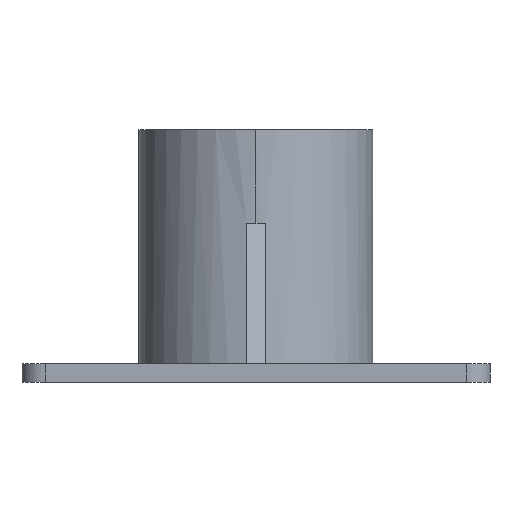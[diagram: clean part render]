
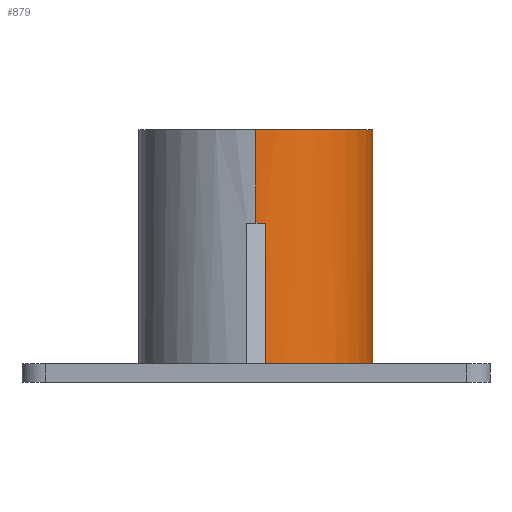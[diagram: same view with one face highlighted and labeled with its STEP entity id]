
A CAD part, left-side view. The second image highlights one B-rep face of the part: STEP entity #879.
In plain terms, the highlighted cylindrical face has radius 25 mm (diameter 50 mm), a partial arc.
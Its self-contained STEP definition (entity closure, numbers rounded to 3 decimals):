
#9 = DIRECTION ( 'NONE',  ( 0., 0., -1. ) ) ;
#31 = VECTOR ( 'NONE', #435, 1000. ) ;
#38 = ORIENTED_EDGE ( 'NONE', *, *, #582, .T. ) ;
#44 = CARTESIAN_POINT ( 'NONE',  ( 0., 25., 34. ) ) ;
#82 = CARTESIAN_POINT ( 'NONE',  ( 0., -25., 34. ) ) ;
#101 = CIRCLE ( 'NONE', #339, 25. ) ;
#176 = DIRECTION ( 'NONE',  ( 0., 1., 0. ) ) ;
#193 = EDGE_CURVE ( 'NONE', #488, #370, #1106, .T. ) ;
#195 = DIRECTION ( 'NONE',  ( 0., 0., -1. ) ) ;
#210 = DIRECTION ( 'NONE',  ( 0., 0., 1. ) ) ;
#231 = EDGE_CURVE ( 'NONE', #591, #299, #615, .T. ) ;
#264 = DIRECTION ( 'NONE',  ( 0., 1., 0. ) ) ;
#296 = CIRCLE ( 'NONE', #485, 25. ) ;
#299 = VERTEX_POINT ( 'NONE', #82 ) ;
#301 = DIRECTION ( 'NONE',  ( 0., 1., 0. ) ) ;
#307 = LINE ( 'NONE', #750, #659 ) ;
#339 = AXIS2_PLACEMENT_3D ( 'NONE', #716, #793, #264 ) ;
#341 = DIRECTION ( 'NONE',  ( 0., 0., -1. ) ) ;
#352 = VERTEX_POINT ( 'NONE', #1033 ) ;
#370 = VERTEX_POINT ( 'NONE', #1108 ) ;
#381 = CARTESIAN_POINT ( 'NONE',  ( 0., 25., 54. ) ) ;
#386 = CARTESIAN_POINT ( 'NONE',  ( 0., 25., 54. ) ) ;
#435 = DIRECTION ( 'NONE',  ( 0., 0., -1. ) ) ;
#466 = ORIENTED_EDGE ( 'NONE', *, *, #193, .T. ) ;
#485 = AXIS2_PLACEMENT_3D ( 'NONE', #654, #210, #914 ) ;
#487 = EDGE_CURVE ( 'NONE', #352, #299, #101, .T. ) ;
#488 = VERTEX_POINT ( 'NONE', #960 ) ;
#491 = CARTESIAN_POINT ( 'NONE',  ( 0., -25., 54. ) ) ;
#526 = EDGE_CURVE ( 'NONE', #686, #591, #795, .T. ) ;
#566 = CARTESIAN_POINT ( 'NONE',  ( -2., -24.92, 4. ) ) ;
#582 = EDGE_CURVE ( 'NONE', #686, #699, #832, .T. ) ;
#591 = VERTEX_POINT ( 'NONE', #491 ) ;
#615 = LINE ( 'NONE', #958, #31 ) ;
#616 = DIRECTION ( 'NONE',  ( 0., 0., 1. ) ) ;
#620 = CARTESIAN_POINT ( 'NONE',  ( 0., 0., 54. ) ) ;
#632 = EDGE_LOOP ( 'NONE', ( #921, #38, #660, #466, #783, #640, #849, #1046 ) ) ;
#637 = AXIS2_PLACEMENT_3D ( 'NONE', #620, #9, #1059 ) ;
#640 = ORIENTED_EDGE ( 'NONE', *, *, #668, .T. ) ;
#654 = CARTESIAN_POINT ( 'NONE',  ( 0., 0., 4. ) ) ;
#659 = VECTOR ( 'NONE', #1094, 1000. ) ;
#660 = ORIENTED_EDGE ( 'NONE', *, *, #692, .T. ) ;
#668 = EDGE_CURVE ( 'NONE', #992, #352, #307, .T. ) ;
#686 = VERTEX_POINT ( 'NONE', #386 ) ;
#692 = EDGE_CURVE ( 'NONE', #699, #488, #734, .T. ) ;
#699 = VERTEX_POINT ( 'NONE', #44 ) ;
#716 = CARTESIAN_POINT ( 'NONE',  ( 0., 0., 34. ) ) ;
#734 = CIRCLE ( 'NONE', #1069, 25. ) ;
#750 = CARTESIAN_POINT ( 'NONE',  ( -2., -24.92, 54. ) ) ;
#783 = ORIENTED_EDGE ( 'NONE', *, *, #1123, .T. ) ;
#789 = FACE_OUTER_BOUND ( 'NONE', #632, .T. ) ;
#793 = DIRECTION ( 'NONE',  ( 0., 0., 1. ) ) ;
#795 = CIRCLE ( 'NONE', #974, 25. ) ;
#832 = LINE ( 'NONE', #381, #1107 ) ;
#834 = VECTOR ( 'NONE', #341, 1000. ) ;
#849 = ORIENTED_EDGE ( 'NONE', *, *, #487, .T. ) ;
#879 = ADVANCED_FACE ( 'NONE', ( #789 ), #966, .T. ) ;
#914 = DIRECTION ( 'NONE',  ( 0., 1., 0. ) ) ;
#921 = ORIENTED_EDGE ( 'NONE', *, *, #526, .F. ) ;
#936 = CARTESIAN_POINT ( 'NONE',  ( -2., 24.92, 54. ) ) ;
#958 = CARTESIAN_POINT ( 'NONE',  ( 0., -25., 54. ) ) ;
#960 = CARTESIAN_POINT ( 'NONE',  ( -2., 24.92, 34. ) ) ;
#966 = CYLINDRICAL_SURFACE ( 'NONE', #637, 25. ) ;
#974 = AXIS2_PLACEMENT_3D ( 'NONE', #1045, #616, #176 ) ;
#992 = VERTEX_POINT ( 'NONE', #566 ) ;
#1033 = CARTESIAN_POINT ( 'NONE',  ( -2., -24.92, 34. ) ) ;
#1045 = CARTESIAN_POINT ( 'NONE',  ( 0., 0., 54. ) ) ;
#1046 = ORIENTED_EDGE ( 'NONE', *, *, #231, .F. ) ;
#1059 = DIRECTION ( 'NONE',  ( 0., -1., 0. ) ) ;
#1069 = AXIS2_PLACEMENT_3D ( 'NONE', #1083, #1090, #301 ) ;
#1083 = CARTESIAN_POINT ( 'NONE',  ( 0., 0., 34. ) ) ;
#1090 = DIRECTION ( 'NONE',  ( 0., 0., 1. ) ) ;
#1094 = DIRECTION ( 'NONE',  ( 0., 0., 1. ) ) ;
#1106 = LINE ( 'NONE', #936, #834 ) ;
#1107 = VECTOR ( 'NONE', #195, 1000. ) ;
#1108 = CARTESIAN_POINT ( 'NONE',  ( -2., 24.92, 4. ) ) ;
#1123 = EDGE_CURVE ( 'NONE', #370, #992, #296, .T. ) ;
